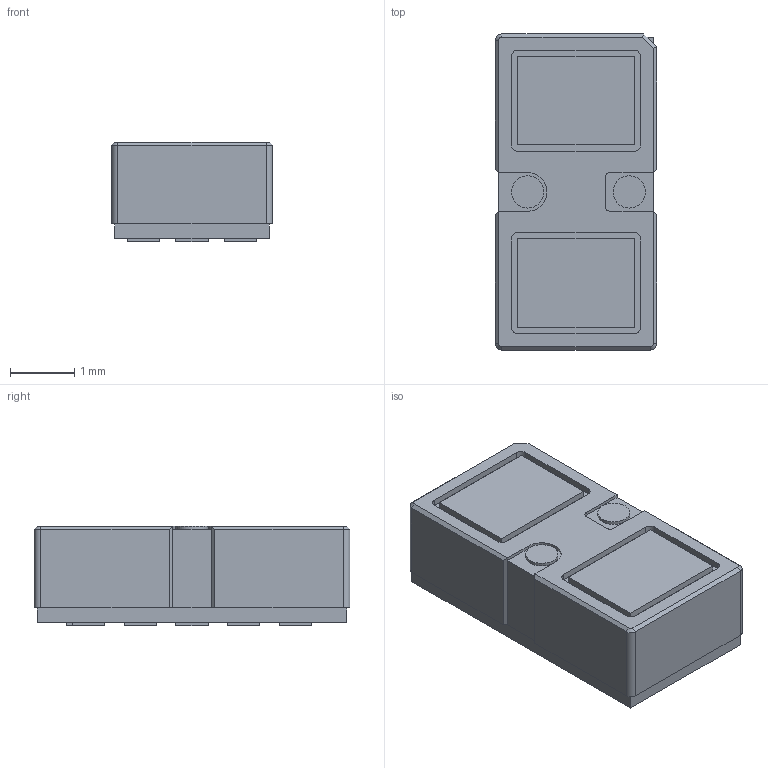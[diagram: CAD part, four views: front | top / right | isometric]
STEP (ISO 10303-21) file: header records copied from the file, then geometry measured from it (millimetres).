
FILE_DESCRIPTION(('FreeCAD Model'),'2;1');
FILE_NAME('VL53L1x.step', '2019-11-24T20:00:31',('Author'),(''), 'Open CASCADE STEP processor 7.3','FreeCAD','Unknown');
FILE_SCHEMA(('AUTOMOTIVE_DESIGN { 1 0 10303 214 1 1 1 1 }'));
Length unit declared in the file: millimetre
Products named in the file (1): Pad004
Bounding box: 2.5 x 4.9 x 1.55 mm (x, y, z)
Volume: 18.1 mm3; surface area: 50 mm2
Topology: 1 solids, 1 shells, 141 faces, 341 edges, 220 vertices
Faces by surface type: plane 122, cylinder 16, cone 3
Full cylindrical faces by diameter (mm): 0.5 x2
Entity records: 9543 total; most frequent: CARTESIAN_POINT 1547, DIRECTION 1305, LINE 944, VECTOR 944, ORIENTED_EDGE 682, PCURVE 682, DEFINITIONAL_REPRESENTATION 682, EDGE_CURVE 341
